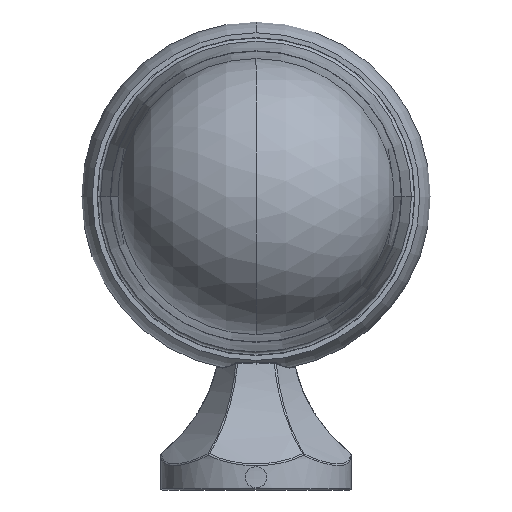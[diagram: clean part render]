
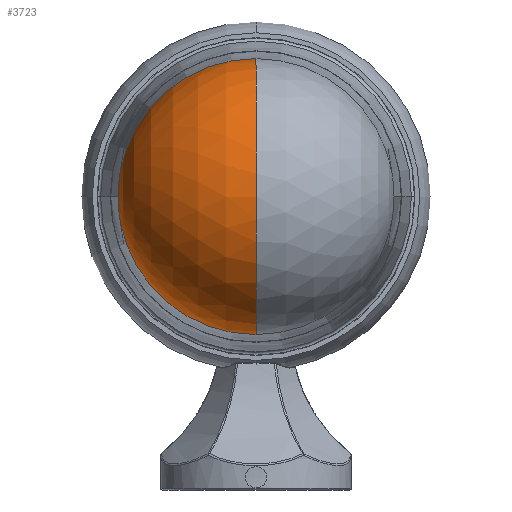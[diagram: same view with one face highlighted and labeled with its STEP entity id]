
A CAD part, front view. The second image highlights one B-rep face of the part: STEP entity #3723.
In plain terms, the highlighted spherical face has radius 43.5 mm.
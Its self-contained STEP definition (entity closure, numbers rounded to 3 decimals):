
#74 = CARTESIAN_POINT ( 'NONE',  ( 40.979, 0., -43.427 ) ) ;
#86 = CARTESIAN_POINT ( 'NONE',  ( 0., 0., 0. ) ) ;
#145 = CARTESIAN_POINT ( 'NONE',  ( 43.5, 0., 0. ) ) ;
#219 = AXIS2_PLACEMENT_3D ( 'NONE', #5082, #2472, #5523 ) ;
#302 = CARTESIAN_POINT ( 'NONE',  ( 40.979, -43.427, 0. ) ) ;
#466 = EDGE_CURVE ( 'NONE', #597, #4263, #5491, .T. ) ;
#488 = FACE_OUTER_BOUND ( 'NONE', #3941, .T. ) ;
#541 = ORIENTED_EDGE ( 'NONE', *, *, #4882, .F. ) ;
#597 = VERTEX_POINT ( 'NONE', #2182 ) ;
#645 = CARTESIAN_POINT ( 'NONE',  ( 40.979, 0., 0. ) ) ;
#1050 = EDGE_CURVE ( 'NONE', #2700, #5703, #1493, .T. ) ;
#1088 = DIRECTION ( 'NONE',  ( 0., 0., 1. ) ) ;
#1135 = DIRECTION ( 'NONE',  ( 0., 0., -1. ) ) ;
#1377 = AXIS2_PLACEMENT_3D ( 'NONE', #145, #1135, #5531 ) ;
#1493 = CIRCLE ( 'NONE', #1948, 43.5 ) ;
#1508 = CIRCLE ( 'NONE', #1713, 43.427 ) ;
#1713 = AXIS2_PLACEMENT_3D ( 'NONE', #645, #3730, #1088 ) ;
#1948 = AXIS2_PLACEMENT_3D ( 'NONE', #4837, #2215, #5265 ) ;
#2043 = DIRECTION ( 'NONE',  ( -1., 0., 0. ) ) ;
#2182 = CARTESIAN_POINT ( 'NONE',  ( 40.979, 43.427, 0. ) ) ;
#2215 = DIRECTION ( 'NONE',  ( 0., 0., -1. ) ) ;
#2292 = CIRCLE ( 'NONE', #219, 43.5 ) ;
#2472 = DIRECTION ( 'NONE',  ( 0., 0., 1. ) ) ;
#2700 = VERTEX_POINT ( 'NONE', #302 ) ;
#2941 = EDGE_CURVE ( 'NONE', #4263, #2700, #1508, .T. ) ;
#2965 = ORIENTED_EDGE ( 'NONE', *, *, #2941, .T. ) ;
#3250 = ORIENTED_EDGE ( 'NONE', *, *, #1050, .T. ) ;
#3723 = ADVANCED_FACE ( 'NONE', ( #488 ), #3878, .T. ) ;
#3730 = DIRECTION ( 'NONE',  ( -1., 0., 0. ) ) ;
#3878 = SPHERICAL_SURFACE ( 'NONE', #1377, 43.5 ) ;
#3941 = EDGE_LOOP ( 'NONE', ( #5548, #2965, #3250, #541 ) ) ;
#4263 = VERTEX_POINT ( 'NONE', #74 ) ;
#4677 = CARTESIAN_POINT ( 'NONE',  ( 40.979, 0., 0. ) ) ;
#4820 = AXIS2_PLACEMENT_3D ( 'NONE', #4677, #2043, #5118 ) ;
#4837 = CARTESIAN_POINT ( 'NONE',  ( 43.5, 0., 0. ) ) ;
#4882 = EDGE_CURVE ( 'NONE', #597, #5703, #2292, .T. ) ;
#5082 = CARTESIAN_POINT ( 'NONE',  ( 43.5, 0., 0. ) ) ;
#5118 = DIRECTION ( 'NONE',  ( 0., 0., 1. ) ) ;
#5265 = DIRECTION ( 'NONE',  ( 0., 1., 0. ) ) ;
#5491 = CIRCLE ( 'NONE', #4820, 43.427 ) ;
#5523 = DIRECTION ( 'NONE',  ( 1., 0., 0. ) ) ;
#5531 = DIRECTION ( 'NONE',  ( 0., 1., 0. ) ) ;
#5548 = ORIENTED_EDGE ( 'NONE', *, *, #466, .T. ) ;
#5703 = VERTEX_POINT ( 'NONE', #86 ) ;
